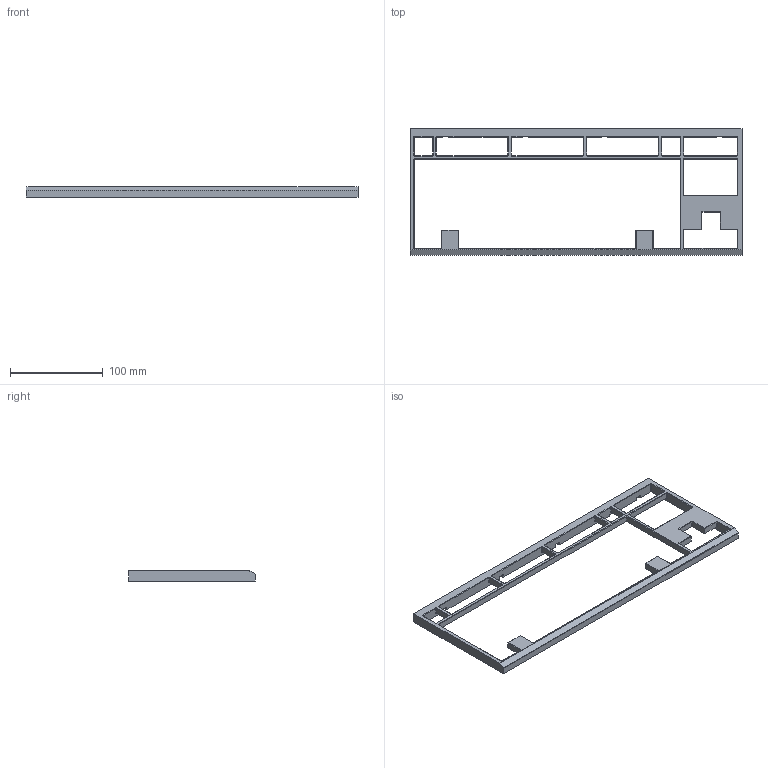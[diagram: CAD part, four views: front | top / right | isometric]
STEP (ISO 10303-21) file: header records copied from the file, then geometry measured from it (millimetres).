
FILE_DESCRIPTION(/* description */ (''),/* implementation_level */ '2;1');
FILE_NAME(/* name */ 'OpenTKLv2_Top.step',/* time_stamp */ '2021-05-22T11:01:13+03:00',/* author */ (''),/* organization */ (''),/* preprocessor_version */ 'ST-DEVELOPER v18.1',/* originating_system */ 'Autodesk Translation Framework v10.6.0.1341',/* authorisation */ '');
FILE_SCHEMA (('AUTOMOTIVE_DESIGN { 1 0 10303 214 3 1 1 }'));
Length unit declared in the file: millimetre
Products named in the file (1): FusionComponent
Bounding box: 357.86 x 136.76 x 10.9 mm (x, y, z)
Volume: 105096.9 mm3; surface area: 51757.1 mm2
Topology: 1 solids, 1 shells, 267 faces, 690 edges, 430 vertices
Faces by surface type: plane 142, cylinder 83, cone 42
Full cylindrical faces by diameter (mm): 1.775 x7, 2.529 x7
Entity records: 8123 total; most frequent: DIRECTION 1432, CARTESIAN_POINT 1394, ORIENTED_EDGE 1380, EDGE_CURVE 690, LINE 480, VECTOR 480, AXIS2_PLACEMENT_3D 476, VERTEX_POINT 430
